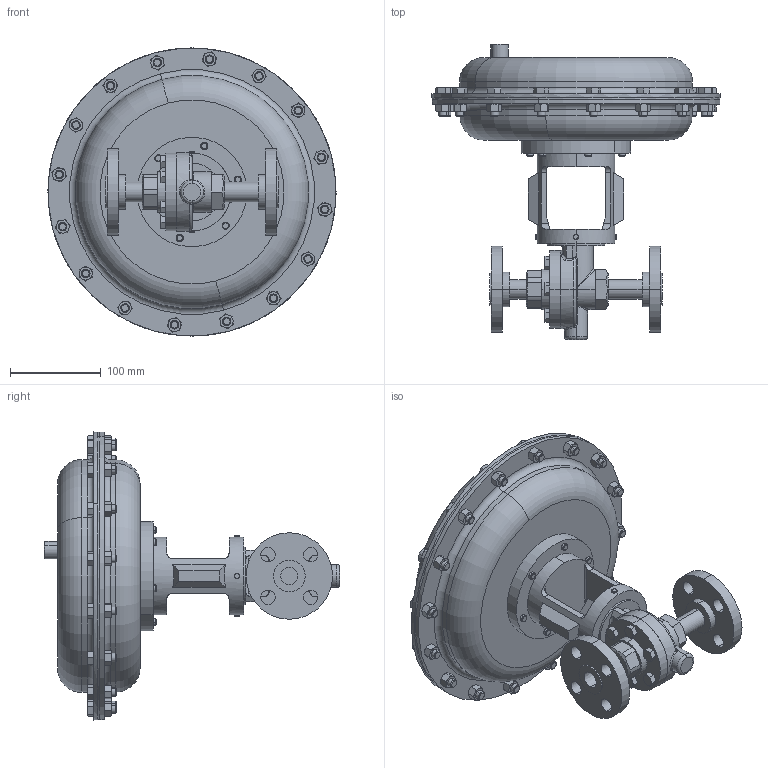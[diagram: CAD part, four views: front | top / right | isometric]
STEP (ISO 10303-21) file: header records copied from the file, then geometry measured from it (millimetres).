
FILE_DESCRIPTION (( 'STEP AP203' ), '1' );
FILE_NAME ('70-050-DI+BR-F3-55M.STEP', '2017-08-22T13:48:29', ( '' ), ( '' ), 'SwSTEP 2.0', 'SolidWorks 2014', '' );
FILE_SCHEMA (( 'CONFIG_CONTROL_DESIGN' ));
Length unit declared in the file: inch
Products named in the file (1): 70-050-DI+BR-F3-55M
Bounding box: 317.5 x 325.25 x 317.5 mm (x, y, z)
Volume: 5762994 mm3; surface area: 338463.8 mm2
Topology: 1 solids, 1 shells, 913 faces, 2075 edges, 1247 vertices
Faces by surface type: cone 386, plane 361, cylinder 137, torus 18, bspline 8, sphere 3
Entity records: 29131 total; most frequent: CARTESIAN_POINT 9599, ORIENTED_EDGE 4150, DIRECTION 3831, EDGE_CURVE 2075, AXIS2_PLACEMENT_3D 1587, VERTEX_POINT 1247, EDGE_LOOP 1014, FACE_OUTER_BOUND 913
